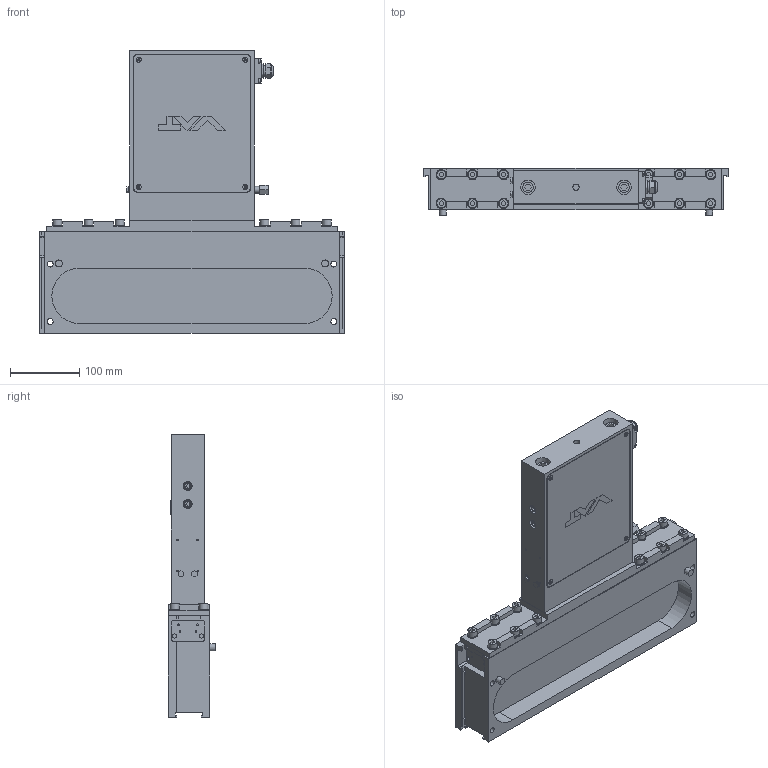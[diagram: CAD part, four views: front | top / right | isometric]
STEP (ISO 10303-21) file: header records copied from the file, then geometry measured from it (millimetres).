
FILE_DESCRIPTION(/* description */ ('STEP AP214'),/* implementation_level */ '2;1');
FILE_NAME(/* name */ '6102e0b1d57ed217dbddd677',/* time_stamp */ '2021-07-29T17:09:07+00:00',/* author */ (''),/* organization */ (''),/* preprocessor_version */ 'ST-DEVELOPER v18.1',/* originating_system */ ' ',/* authorisation */ ' ');
FILE_SCHEMA (('AUTOMOTIVE_DESIGN {1 0 10303 214 3 1 1}'));
Length unit declared in the file: metre
Products named in the file (11): Part 9; Part 8; Part 11; Part 4; Part 7; Part 6; Part 10; Part 3; Part 5; Part 1; Part 2
Bounding box: 440 x 68.35 x 408.4 mm (x, y, z)
Volume: 4707127.7 mm3; surface area: 632421.2 mm2
Topology: 11 solids, 11 shells, 813 faces, 1979 edges, 1313 vertices
Faces by surface type: plane 667, cylinder 145, cone 1
Full cylindrical faces by diameter (mm): 2 x12, 3 x4, 6 x8, 7.25 x8, 7.5 x8, 7.75 x2, 8 x4, 8.5 x4, 9 x3, 9.6 x2, 10 x7, 12.75 x12, 13 x4, 14.75 x12, 15 x2, 15.5 x1, 16 x4, 18.5 x2, 21 x2
Entity records: 23169 total; most frequent: CARTESIAN_POINT 3962, DIRECTION 3818, ORIENTED_EDGE 3702, EDGE_CURVE 1851, LINE 1532, VECTOR 1532, VERTEX_POINT 1287, AXIS2_PLACEMENT_3D 1143
